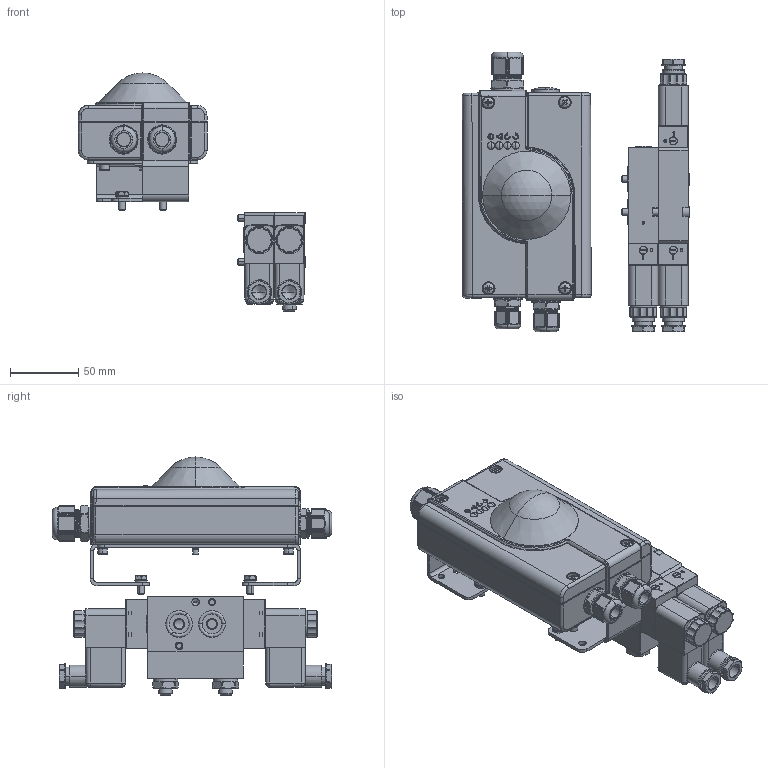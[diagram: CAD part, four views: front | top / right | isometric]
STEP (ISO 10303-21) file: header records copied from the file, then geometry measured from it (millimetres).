
FILE_DESCRIPTION(('HOOPS Exchange Step'),'2;1');
FILE_NAME('60102124_Magnetventilgruppe zu PN2-S-M.stp','2024-12-16T14:44:55+01:00',('nieru'),('Unknown organisation'),'HOOPS Exchange 2024.2','HOOPS Exchange','Unknown authorisation');
FILE_SCHEMA( ('AP203_CONFIGURATION_CONTROLLED_3D_DESIGN_OF_MECHANICAL_PARTS_AND_ASSEMBLIES_MIM_LF') );
Length unit declared in the file: millimetre
Products named in the file (3): 0; root
Assembly tree (2 placements, depth 2):
  root
    0
    0
Bounding box: 166.5 x 204.69 x 174.23 mm (x, y, z)
Volume: 1021822.6 mm3; surface area: 245644.2 mm2
Topology: 84 solids, 84 shells, 3173 faces, 8046 edges, 5092 vertices
Faces by surface type: plane 1397, cylinder 813, bspline 336, torus 313, cone 221, sphere 93
Full cylindrical faces by diameter (mm): 5.5 x3, 6 x3, 10 x1, 11.445 x1, 15.487 x6, 16 x1, 19.358 x3, 54 x1, 56.5 x1
Entity records: 154178 total; most frequent: CARTESIAN_POINT 80413, ORIENTED_EDGE 15916, DIRECTION 14562, EDGE_CURVE 7958, AXIS2_PLACEMENT_3D 5588, VERTEX_POINT 5092, VECTOR 3386, LINE 3386
